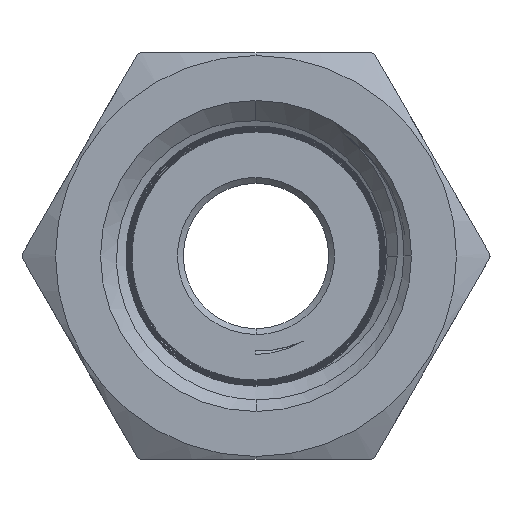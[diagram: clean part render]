
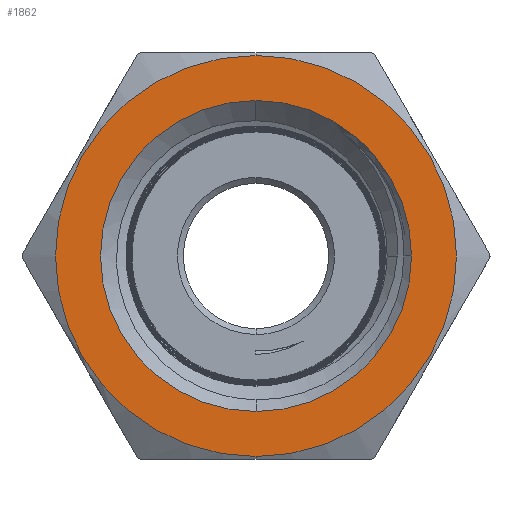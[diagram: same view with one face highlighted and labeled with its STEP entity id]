
A CAD part, front view. The second image highlights one B-rep face of the part: STEP entity #1862.
In plain terms, the highlighted planar face has unit normal (0, -1, 0).
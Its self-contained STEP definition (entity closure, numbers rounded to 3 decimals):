
#146 = CARTESIAN_POINT ( 'NONE',  ( 0., -14.5, 6.9 ) ) ;
#250 = DIRECTION ( 'NONE',  ( 0., 1., 0. ) ) ;
#316 = CIRCLE ( 'NONE', #7387, 6.9 ) ;
#719 = EDGE_CURVE ( 'NONE', #7707, #12709, #4612, .T. ) ;
#801 = EDGE_CURVE ( 'NONE', #4157, #12325, #6606, .T. ) ;
#1204 = AXIS2_PLACEMENT_3D ( 'NONE', #3162, #1557, #10417 ) ;
#1557 = DIRECTION ( 'NONE',  ( 0., 1., 0. ) ) ;
#1626 = FACE_BOUND ( 'NONE', #10907, .T. ) ;
#1825 = ORIENTED_EDGE ( 'NONE', *, *, #719, .F. ) ;
#1862 = ADVANCED_FACE ( 'NONE', ( #1626, #13734 ), #3844, .T. ) ;
#2400 = CARTESIAN_POINT ( 'NONE',  ( 0., -14.5, 0. ) ) ;
#2820 = CARTESIAN_POINT ( 'NONE',  ( 0., -14.5, 0. ) ) ;
#3020 = CARTESIAN_POINT ( 'NONE',  ( 0., -14.5, -5.35 ) ) ;
#3162 = CARTESIAN_POINT ( 'NONE',  ( 0., -14.5, 0. ) ) ;
#3325 = EDGE_CURVE ( 'NONE', #12709, #7707, #316, .T. ) ;
#3381 = CARTESIAN_POINT ( 'NONE',  ( 0., -14.5, 5.35 ) ) ;
#3566 = DIRECTION ( 'NONE',  ( 0., 0., -1. ) ) ;
#3844 = PLANE ( 'NONE',  #13204 ) ;
#4115 = DIRECTION ( 'NONE',  ( 0., 0., -1. ) ) ;
#4146 = CIRCLE ( 'NONE', #8383, 5.35 ) ;
#4157 = VERTEX_POINT ( 'NONE', #12581 ) ;
#4421 = EDGE_CURVE ( 'NONE', #7140, #4157, #5482, .T. ) ;
#4612 = CIRCLE ( 'NONE', #11716, 6.9 ) ;
#4727 = ORIENTED_EDGE ( 'NONE', *, *, #3325, .F. ) ;
#5482 = CIRCLE ( 'NONE', #13590, 5.35 ) ;
#6606 = CIRCLE ( 'NONE', #1204, 5.35 ) ;
#6914 = CARTESIAN_POINT ( 'NONE',  ( 0., -14.5, -6.9 ) ) ;
#7140 = VERTEX_POINT ( 'NONE', #3381 ) ;
#7291 = CARTESIAN_POINT ( 'NONE',  ( 0., -14.5, 0. ) ) ;
#7387 = AXIS2_PLACEMENT_3D ( 'NONE', #11031, #13771, #12057 ) ;
#7707 = VERTEX_POINT ( 'NONE', #6914 ) ;
#8383 = AXIS2_PLACEMENT_3D ( 'NONE', #2400, #10582, #3566 ) ;
#8484 = DIRECTION ( 'NONE',  ( 1., 0., 0. ) ) ;
#9305 = EDGE_CURVE ( 'NONE', #12325, #7140, #4146, .T. ) ;
#10417 = DIRECTION ( 'NONE',  ( 1., 0., 0. ) ) ;
#10433 = ORIENTED_EDGE ( 'NONE', *, *, #801, .T. ) ;
#10582 = DIRECTION ( 'NONE',  ( 0., 1., 0. ) ) ;
#10907 = EDGE_LOOP ( 'NONE', ( #11533, #10433, #11323 ) ) ;
#11031 = CARTESIAN_POINT ( 'NONE',  ( 0., -14.5, 0. ) ) ;
#11323 = ORIENTED_EDGE ( 'NONE', *, *, #9305, .T. ) ;
#11533 = ORIENTED_EDGE ( 'NONE', *, *, #4421, .T. ) ;
#11695 = DIRECTION ( 'NONE',  ( 0., 0., 1. ) ) ;
#11716 = AXIS2_PLACEMENT_3D ( 'NONE', #11808, #11767, #11695 ) ;
#11767 = DIRECTION ( 'NONE',  ( 0., 1., 0. ) ) ;
#11808 = CARTESIAN_POINT ( 'NONE',  ( 0., -14.5, 0. ) ) ;
#12057 = DIRECTION ( 'NONE',  ( 0., 0., 1. ) ) ;
#12325 = VERTEX_POINT ( 'NONE', #3020 ) ;
#12581 = CARTESIAN_POINT ( 'NONE',  ( 5.35, -14.5, 0. ) ) ;
#12709 = VERTEX_POINT ( 'NONE', #146 ) ;
#13204 = AXIS2_PLACEMENT_3D ( 'NONE', #2820, #14604, #4115 ) ;
#13590 = AXIS2_PLACEMENT_3D ( 'NONE', #7291, #250, #8484 ) ;
#13734 = FACE_OUTER_BOUND ( 'NONE', #14744, .T. ) ;
#13771 = DIRECTION ( 'NONE',  ( 0., 1., 0. ) ) ;
#14604 = DIRECTION ( 'NONE',  ( 0., -1., 0. ) ) ;
#14744 = EDGE_LOOP ( 'NONE', ( #4727, #1825 ) ) ;
